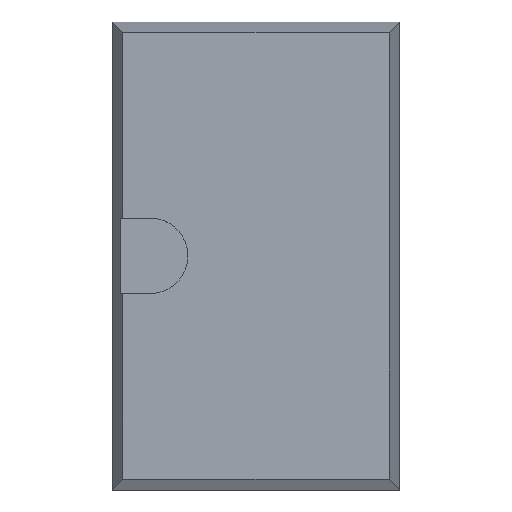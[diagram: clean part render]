
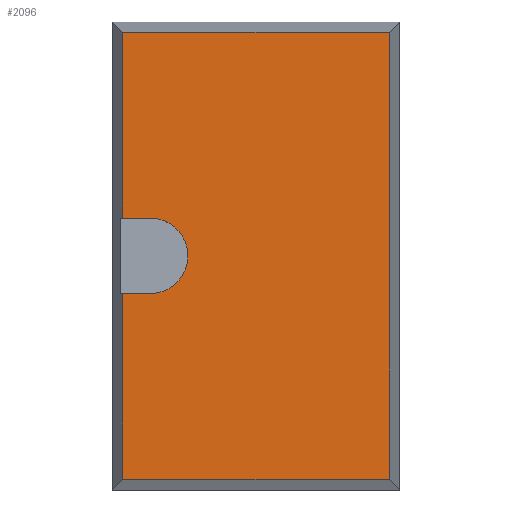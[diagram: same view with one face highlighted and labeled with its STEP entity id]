
A CAD part, top view. The second image highlights one B-rep face of the part: STEP entity #2096.
In plain terms, the highlighted planar face has unit normal (0, 0, 1).
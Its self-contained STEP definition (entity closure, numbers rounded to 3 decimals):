
#2024 = CARTESIAN_POINT ( 'NONE',  ( -2.239, 3.759, 4.45 ) ) ;
#2025 = VERTEX_POINT ( 'NONE', #2024 ) ;
#2026 = CARTESIAN_POINT ( 'NONE',  ( -2.239, 0.635, 4.45 ) ) ;
#2027 = VERTEX_POINT ( 'NONE', #2026 ) ;
#2028 = CARTESIAN_POINT ( 'NONE',  ( -2.239, 3.935, 4.45 ) ) ;
#2029 = DIRECTION ( 'NONE',  ( 0., -1., 0. ) ) ;
#2030 = VECTOR ( 'NONE', #2029, 1000. ) ;
#2031 = LINE ( 'NONE', #2028, #2030 ) ;
#2032 = EDGE_CURVE ( 'NONE', #2025, #2027, #2031, .T. ) ;
#2033 = ORIENTED_EDGE ( 'NONE', *, *, #2032, .T. ) ;
#2034 = CARTESIAN_POINT ( 'NONE',  ( -1.78, 0.635, 4.45 ) ) ;
#2035 = VERTEX_POINT ( 'NONE', #2034 ) ;
#2036 = CARTESIAN_POINT ( 'NONE',  ( -2.415, 0.635, 4.45 ) ) ;
#2037 = DIRECTION ( 'NONE',  ( -1., 0., 0. ) ) ;
#2038 = VECTOR ( 'NONE', #2037, 1000. ) ;
#2039 = LINE ( 'NONE', #2036, #2038 ) ;
#2040 = EDGE_CURVE ( 'NONE', #2035, #2027, #2039, .T. ) ;
#2041 = ORIENTED_EDGE ( 'NONE', *, *, #2040, .F. ) ;
#2042 = CARTESIAN_POINT ( 'NONE',  ( -1.78, -0.635, 4.45 ) ) ;
#2043 = VERTEX_POINT ( 'NONE', #2042 ) ;
#2044 = CARTESIAN_POINT ( 'NONE',  ( -1.78, 0., 4.45 ) ) ;
#2045 = DIRECTION ( 'NONE',  ( 0., 0., 1. ) ) ;
#2046 = DIRECTION ( 'NONE',  ( 0., 1., 0. ) ) ;
#2047 = AXIS2_PLACEMENT_3D ( 'NONE', #2044, #2045, #2046 ) ;
#2048 = CIRCLE ( 'NONE', #2047, 0.635) ;
#2049 = EDGE_CURVE ( 'NONE', #2043, #2035, #2048, .T. ) ;
#2050 = ORIENTED_EDGE ( 'NONE', *, *, #2049, .F. ) ;
#2051 = CARTESIAN_POINT ( 'NONE',  ( -2.239, -0.635, 4.45 ) ) ;
#2052 = VERTEX_POINT ( 'NONE', #2051 ) ;
#2053 = CARTESIAN_POINT ( 'NONE',  ( -2.415, -0.635, 4.45 ) ) ;
#2054 = DIRECTION ( 'NONE',  ( 1., 0., 0. ) ) ;
#2055 = VECTOR ( 'NONE', #2054, 1000. ) ;
#2056 = LINE ( 'NONE', #2053, #2055 ) ;
#2057 = EDGE_CURVE ( 'NONE', #2052, #2043, #2056, .T. ) ;
#2058 = ORIENTED_EDGE ( 'NONE', *, *, #2057, .F. ) ;
#2059 = CARTESIAN_POINT ( 'NONE',  ( -2.239, -3.759, 4.45 ) ) ;
#2060 = VERTEX_POINT ( 'NONE', #2059 ) ;
#2061 = CARTESIAN_POINT ( 'NONE',  ( -2.239, 3.935, 4.45 ) ) ;
#2062 = DIRECTION ( 'NONE',  ( 0., -1., 0. ) ) ;
#2063 = VECTOR ( 'NONE', #2062, 1000. ) ;
#2064 = LINE ( 'NONE', #2061, #2063 ) ;
#2065 = EDGE_CURVE ( 'NONE', #2052, #2060, #2064, .T. ) ;
#2066 = ORIENTED_EDGE ( 'NONE', *, *, #2065, .T. ) ;
#2067 = CARTESIAN_POINT ( 'NONE',  ( 2.239, -3.759, 4.45 ) ) ;
#2068 = VERTEX_POINT ( 'NONE', #2067 ) ;
#2069 = CARTESIAN_POINT ( 'NONE',  ( 2.415, -3.759, 4.45 ) ) ;
#2070 = DIRECTION ( 'NONE',  ( 1., 0., 0. ) ) ;
#2071 = VECTOR ( 'NONE', #2070, 1000. ) ;
#2072 = LINE ( 'NONE', #2069, #2071 ) ;
#2073 = EDGE_CURVE ( 'NONE', #2060, #2068, #2072, .T. ) ;
#2074 = ORIENTED_EDGE ( 'NONE', *, *, #2073, .T. ) ;
#2075 = CARTESIAN_POINT ( 'NONE',  ( 2.239, 3.759, 4.45 ) ) ;
#2076 = VERTEX_POINT ( 'NONE', #2075 ) ;
#2077 = CARTESIAN_POINT ( 'NONE',  ( 2.239, 3.935, 4.45 ) ) ;
#2078 = DIRECTION ( 'NONE',  ( 0., 1., 0. ) ) ;
#2079 = VECTOR ( 'NONE', #2078, 1000. ) ;
#2080 = LINE ( 'NONE', #2077, #2079 ) ;
#2081 = EDGE_CURVE ( 'NONE', #2068, #2076, #2080, .T. ) ;
#2082 = ORIENTED_EDGE ( 'NONE', *, *, #2081, .T. ) ;
#2083 = CARTESIAN_POINT ( 'NONE',  ( 2.415, 3.759, 4.45 ) ) ;
#2084 = DIRECTION ( 'NONE',  ( -1., 0., 0. ) ) ;
#2085 = VECTOR ( 'NONE', #2084, 1000. ) ;
#2086 = LINE ( 'NONE', #2083, #2085 ) ;
#2087 = EDGE_CURVE ( 'NONE', #2076, #2025, #2086, .T. ) ;
#2088 = ORIENTED_EDGE ( 'NONE', *, *, #2087, .T. ) ;
#2089 = EDGE_LOOP ( 'NONE', ( #2033, #2041, #2050, #2058, #2066, #2074, #2082, #2088 ) ) ;
#2090 = FACE_OUTER_BOUND ( 'NONE', #2089, .T. ) ;
#2091 = CARTESIAN_POINT ( 'NONE',  ( 2.415, 3.935, 4.45 ) ) ;
#2092 = DIRECTION ( 'NONE',  ( 0., 0., -1. ) ) ;
#2093 = DIRECTION ( 'NONE',  ( 0., 1., 0. ) ) ;
#2094 = AXIS2_PLACEMENT_3D ( 'NONE', #2091, #2092, #2093 ) ;
#2095 = PLANE ( 'NONE', #2094 ) ;
#2096 = ADVANCED_FACE ( 'NONE', ( #2090 ), #2095, .F. ) ;
